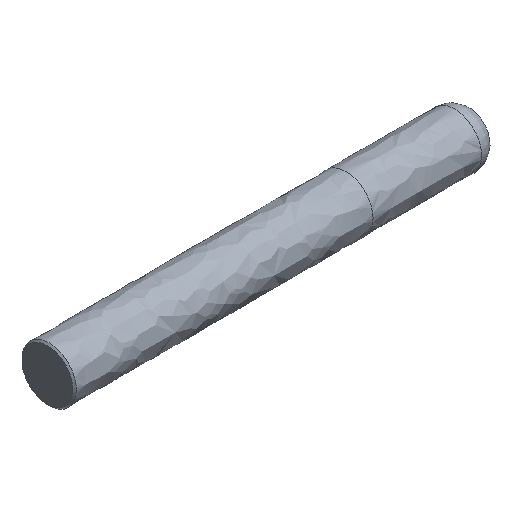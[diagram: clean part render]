
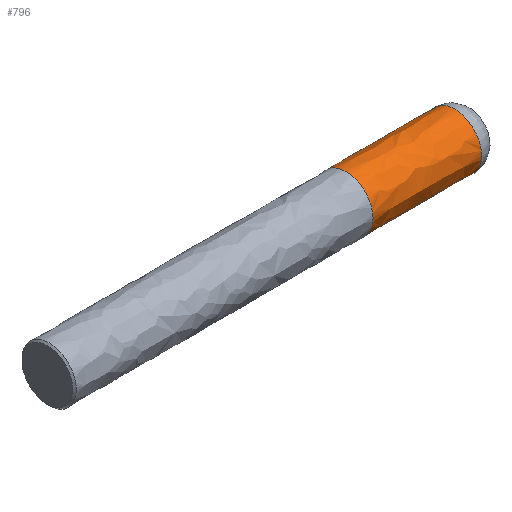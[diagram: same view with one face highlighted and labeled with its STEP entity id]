
A CAD part, isometric view. The second image highlights one B-rep face of the part: STEP entity #796.
In plain terms, the highlighted free-form (B-spline) face has degree [5, 3] with [6, 4] control points.
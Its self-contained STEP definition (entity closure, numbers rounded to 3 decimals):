
#91 = CARTESIAN_POINT ('', (-3., 4., 0.));
#92 = VERTEX_POINT ('', #91);
#103 = CARTESIAN_POINT ('', (-3., 4., 0.));
#104 = CARTESIAN_POINT ('', (-3., 4., -0.337));
#105 = CARTESIAN_POINT ('', (-3., 3.955, -0.686));
#106 = CARTESIAN_POINT ('', (-3., 3.87, -1.013));
#107 = CARTESIAN_POINT ('', (-3., 3.784, -1.339));
#108 = CARTESIAN_POINT ('', (-3., 3.653, -1.665));
#109 = CARTESIAN_POINT ('', (-3., 3.487, -1.959));
#110 = CARTESIAN_POINT ('', (-3., 3.322, -2.253));
#111 = CARTESIAN_POINT ('', (-3., 3.112, -2.535));
#112 = CARTESIAN_POINT ('', (-3., 2.878, -2.778));
#113 = CARTESIAN_POINT ('', (-3., 2.644, -3.021));
#114 = CARTESIAN_POINT ('', (-3., 2.369, -3.24));
#115 = CARTESIAN_POINT ('', (-3., 2.081, -3.416));
#116 = CARTESIAN_POINT ('', (-3., 1.793, -3.592));
#117 = CARTESIAN_POINT ('', (-3., 1.472, -3.735));
#118 = CARTESIAN_POINT ('', (-3., 1.149, -3.832));
#119 = CARTESIAN_POINT ('', (-3., 0.825, -3.928));
#120 = CARTESIAN_POINT ('', (-3., 0.479, -3.986));
#121 = CARTESIAN_POINT ('', (-3., 0.141, -3.998));
#122 = CARTESIAN_POINT ('', (-3., -0.196, -4.009));
#123 = CARTESIAN_POINT ('', (-3., -0.546, -3.977));
#124 = CARTESIAN_POINT ('', (-3., -0.875, -3.903));
#125 = CARTESIAN_POINT ('', (-3., -1.204, -3.829));
#126 = CARTESIAN_POINT ('', (-3., -1.535, -3.709));
#127 = CARTESIAN_POINT ('', (-3., -1.835, -3.554));
#128 = CARTESIAN_POINT ('', (-3., -2.135, -3.4));
#129 = CARTESIAN_POINT ('', (-3., -2.424, -3.2));
#130 = CARTESIAN_POINT ('', (-3., -2.675, -2.974));
#131 = CARTESIAN_POINT ('', (-3., -2.926, -2.749));
#132 = CARTESIAN_POINT ('', (-3., -3.155, -2.482));
#133 = CARTESIAN_POINT ('', (-3., -3.34, -2.2));
#134 = CARTESIAN_POINT ('', (-3., -3.526, -1.919));
#135 = CARTESIAN_POINT ('', (-3., -3.68, -1.603));
#136 = CARTESIAN_POINT ('', (-3., -3.789, -1.283));
#137 = CARTESIAN_POINT ('', (-3., -3.897, -0.964));
#138 = CARTESIAN_POINT ('', (-3., -3.966, -0.619));
#139 = CARTESIAN_POINT ('', (-3., -3.99, -0.282));
#140 = CARTESIAN_POINT ('', (-3., -4.014, 0.054));
#141 = CARTESIAN_POINT ('', (-3., -3.994, 0.405));
#142 = CARTESIAN_POINT ('', (-3., -3.932, 0.737));
#143 = CARTESIAN_POINT ('', (-3., -3.869, 1.068));
#144 = CARTESIAN_POINT ('', (-3., -3.761, 1.403));
#145 = CARTESIAN_POINT ('', (-3., -3.617, 1.708));
#146 = CARTESIAN_POINT ('', (-3., -3.473, 2.013));
#147 = CARTESIAN_POINT ('', (-3., -3.284, 2.309));
#148 = CARTESIAN_POINT ('', (-3., -3.067, 2.568));
#149 = CARTESIAN_POINT ('', (-3., -2.85, 2.827));
#150 = CARTESIAN_POINT ('', (-3., -2.592, 3.065));
#151 = CARTESIAN_POINT ('', (-3., -2.317, 3.261));
#152 = CARTESIAN_POINT ('', (-3., -2.042, 3.456));
#153 = CARTESIAN_POINT ('', (-3., -1.732, 3.621));
#154 = CARTESIAN_POINT ('', (-3., -1.416, 3.741));
#155 = CARTESIAN_POINT ('', (-3., -1.101, 3.86));
#156 = CARTESIAN_POINT ('', (-3., -0.759, 3.942));
#157 = CARTESIAN_POINT ('', (-3., -0.423, 3.978));
#158 = CARTESIAN_POINT ('', (-3., -0.088, 4.013));
#159 = CARTESIAN_POINT ('', (-3., 0.264, 4.006));
#160 = CARTESIAN_POINT ('', (-3., 0.597, 3.955));
#161 = CARTESIAN_POINT ('', (-3., 0.931, 3.905));
#162 = CARTESIAN_POINT ('', (-3., 1.269, 3.808));
#163 = CARTESIAN_POINT ('', (-3., 1.579, 3.675));
#164 = CARTESIAN_POINT ('', (-3., 1.889, 3.542));
#165 = CARTESIAN_POINT ('', (-3., 2.192, 3.363));
#166 = CARTESIAN_POINT ('', (-3., 2.458, 3.156));
#167 = CARTESIAN_POINT ('', (-3., 2.724, 2.948));
#168 = CARTESIAN_POINT ('', (-3., 2.972, 2.699));
#169 = CARTESIAN_POINT ('', (-3., 3.177, 2.431));
#170 = CARTESIAN_POINT ('', (-3., 3.382, 2.163));
#171 = CARTESIAN_POINT ('', (-3., 3.558, 1.859));
#172 = CARTESIAN_POINT ('', (-3., 3.688, 1.548));
#173 = CARTESIAN_POINT ('', (-3., 3.754, 1.392));
#174 = CARTESIAN_POINT ('', (-3., 3.811, 1.227));
#175 = CARTESIAN_POINT ('', (-3., 3.856, 1.064));
#176 = CARTESIAN_POINT ('', (-3., 3.901, 0.902));
#177 = CARTESIAN_POINT ('', (-3., 3.936, 0.731));
#178 = CARTESIAN_POINT ('', (-3., 3.96, 0.564));
#179 = CARTESIAN_POINT ('', (-3., 3.971, 0.489));
#180 = CARTESIAN_POINT ('', (-3., 3.979, 0.414));
#181 = CARTESIAN_POINT ('', (-3., 3.986, 0.34));
#182 = CARTESIAN_POINT ('', (-3., 3.992, 0.265));
#183 = CARTESIAN_POINT ('', (-3., 3.996, 0.189));
#184 = CARTESIAN_POINT ('', (-3., 3.998, 0.114));
#185 = CARTESIAN_POINT ('', (-3., 3.999, 0.076));
#186 = CARTESIAN_POINT ('', (-3., 4., 0.038));
#187 = CARTESIAN_POINT ('', (-3., 4., 0.));
#188 = B_SPLINE_CURVE_WITH_KNOTS ('', 3, (#103, #104, #105, #106, #107, #108, #109, #110, #111, #112, #113, #114, #115, #116, #117, #118, #119, #120, #121, #122, #123, #124, #125, #126, #127, #128, #129, #130, #131, #132, #133, #134, #135, #136, #137, #138, #139, #140, #141, #142, #143, #144, #145, #146, #147, #148, #149, #150, #151, #152, #153, #154, #155, #156, #157, #158, #159, #160, #161, #162, #163, #164, #165, #166, #167, #168, #169, #170, #171, #172, #173, #174, #175, #176, #177, #178, #179, #180, #181, #182, #183, #184, #185, #186, #187), .UNSPECIFIED., .T., .U., (4, 3, 3, 3, 3, 3, 3, 3, 3, 3, 3, 3, 3, 3, 3, 3, 3, 3, 3, 3, 3, 3, 3, 3, 3, 3, 3, 3, 4), (0., 0.253, 0.506, 0.759, 1.013, 1.266, 1.519, 1.772, 2.025, 2.278, 2.531, 2.784, 3.038, 3.291, 3.544, 3.797, 4.05, 4.303, 4.556, 4.809, 5.063, 5.316, 5.569, 5.822, 5.948, 6.075, 6.131, 6.188, 6.216), .UNSPECIFIED.);
#189 = EDGE_CURVE ('', #92, #92, #188, .T.);
#749 = ORIENTED_EDGE ('', *, *, #189, .T.);
#750 = CARTESIAN_POINT ('', (-19., 4., 0.));
#751 = VERTEX_POINT ('', #750);
#752 = CARTESIAN_POINT ('', (-19., 4., 0.));
#753 = CARTESIAN_POINT ('', (-13.667, 4., 0.));
#754 = CARTESIAN_POINT ('', (-8.333, 4., 0.));
#755 = CARTESIAN_POINT ('', (-3., 4., 0.));
#756 = B_SPLINE_CURVE_WITH_KNOTS ('', 3, (#752, #753, #754, #755), .UNSPECIFIED., .F., .U., (4, 4), (0., 0.842), .UNSPECIFIED.);
#757 = EDGE_CURVE ('', #751, #92, #756, .T.);
#758 = ORIENTED_EDGE ('', *, *, #757, .F.);
#759 = CARTESIAN_POINT ('', (-19., 4., 0.));
#760 = CARTESIAN_POINT ('', (-19., 4., -16.));
#761 = CARTESIAN_POINT ('', (-19., -12., -8.));
#762 = CARTESIAN_POINT ('', (-19., -12., 8.));
#763 = CARTESIAN_POINT ('', (-19., 4., 16.));
#764 = CARTESIAN_POINT ('', (-19., 4., 0.));
#765 = (
   BOUNDED_CURVE ()
   B_SPLINE_CURVE (5, (#759, #760, #761, #762, #763, #764), .UNSPECIFIED., .T., .U.)
   B_SPLINE_CURVE_WITH_KNOTS ((6, 6), (0., 1.), .UNSPECIFIED.)
   CURVE ()
   GEOMETRIC_REPRESENTATION_ITEM ()
   RATIONAL_B_SPLINE_CURVE ((5., 1., 1., 1., 1., 5.))
   REPRESENTATION_ITEM ('')
);
#766 = EDGE_CURVE ('', #751, #751, #765, .T.);
#767 = ORIENTED_EDGE ('', *, *, #766, .F.);
#768 = ORIENTED_EDGE ('', *, *, #757, .T.);
#769 = EDGE_LOOP ('', (#749, #758, #767, #768));
#770 = FACE_OUTER_BOUND ('', #769, .T.);
#771 = CARTESIAN_POINT ('', (-19., 4., 0.));
#772 = CARTESIAN_POINT ('', (-12.667, 4., 0.));
#773 = CARTESIAN_POINT ('', (-6.333, 4., 0.));
#774 = CARTESIAN_POINT ('', (0., 4., 0.));
#775 = CARTESIAN_POINT ('', (-19., 4., 16.));
#776 = CARTESIAN_POINT ('', (-12.667, 4., 16.));
#777 = CARTESIAN_POINT ('', (-6.333, 4., 16.));
#778 = CARTESIAN_POINT ('', (0., 4., 16.));
#779 = CARTESIAN_POINT ('', (-19., -12., 8.));
#780 = CARTESIAN_POINT ('', (-12.667, -12., 8.));
#781 = CARTESIAN_POINT ('', (-6.333, -12., 8.));
#782 = CARTESIAN_POINT ('', (0., -12., 8.));
#783 = CARTESIAN_POINT ('', (-19., -12., -8.));
#784 = CARTESIAN_POINT ('', (-12.667, -12., -8.));
#785 = CARTESIAN_POINT ('', (-6.333, -12., -8.));
#786 = CARTESIAN_POINT ('', (0., -12., -8.));
#787 = CARTESIAN_POINT ('', (-19., 4., -16.));
#788 = CARTESIAN_POINT ('', (-12.667, 4., -16.));
#789 = CARTESIAN_POINT ('', (-6.333, 4., -16.));
#790 = CARTESIAN_POINT ('', (0., 4., -16.));
#791 = CARTESIAN_POINT ('', (-19., 4., 0.));
#792 = CARTESIAN_POINT ('', (-12.667, 4., 0.));
#793 = CARTESIAN_POINT ('', (-6.333, 4., 0.));
#794 = CARTESIAN_POINT ('', (0., 4., 0.));
#795 = (
   BOUNDED_SURFACE ()
   B_SPLINE_SURFACE (5, 3, ((#771, #772, #773, #774), (#775, #776, #777, #778), (#779, #780, #781, #782), (#783, #784, #785, #786), (#787, #788, #789, #790), (#791, #792, #793, #794)), .UNSPECIFIED., .T., .F., .U.)
   B_SPLINE_SURFACE_WITH_KNOTS ((6, 6), (4, 4), (0., 1.), (0., 1.), .UNSPECIFIED.)
   SURFACE ()
   GEOMETRIC_REPRESENTATION_ITEM ()
   RATIONAL_B_SPLINE_SURFACE (((5., 5., 5., 5.), (1., 1., 1., 1.), (1., 1., 1., 1.), (1., 1., 1., 1.), (1., 1., 1., 1.), (5., 5., 5., 5.)))
   REPRESENTATION_ITEM ('')
);
#796 = ADVANCED_FACE ('', (#770), #795, .T.);
